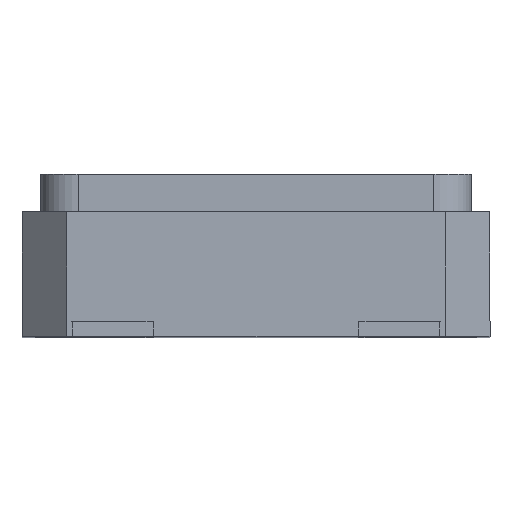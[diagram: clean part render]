
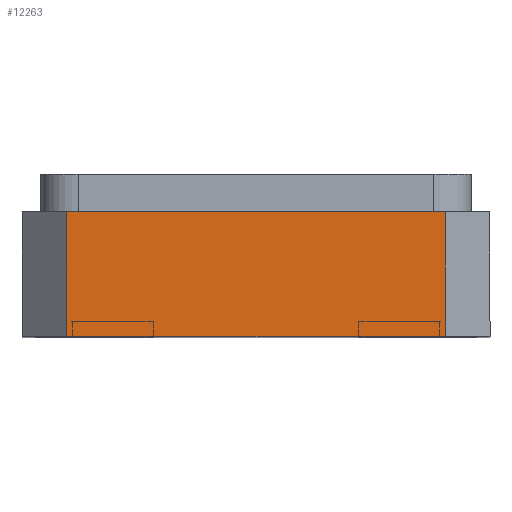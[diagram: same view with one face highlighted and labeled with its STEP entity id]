
A CAD part, top view. The second image highlights one B-rep face of the part: STEP entity #12263.
In plain terms, the highlighted planar face has unit normal (0, 0, 1).
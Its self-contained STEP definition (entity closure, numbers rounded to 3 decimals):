
#211 = DIRECTION ( 'NONE',  ( -1., 0., 0. ) ) ;
#633 = VERTEX_POINT ( 'NONE', #5926 ) ;
#1050 = LINE ( 'NONE', #7021, #1061 ) ;
#1061 = VECTOR ( 'NONE', #5022, 1000. ) ;
#1259 = LINE ( 'NONE', #5159, #2573 ) ;
#1462 = EDGE_CURVE ( 'NONE', #3823, #633, #1050, .T. ) ;
#1648 = VERTEX_POINT ( 'NONE', #11340 ) ;
#1763 = EDGE_LOOP ( 'NONE', ( #5766, #10027, #3716, #5955 ) ) ;
#2123 = FACE_OUTER_BOUND ( 'NONE', #1763, .T. ) ;
#2573 = VECTOR ( 'NONE', #12202, 1000. ) ;
#2967 = PLANE ( 'NONE',  #5934 ) ;
#3209 = DIRECTION ( 'NONE',  ( 0., 1., 0. ) ) ;
#3716 = ORIENTED_EDGE ( 'NONE', *, *, #5160, .F. ) ;
#3823 = VERTEX_POINT ( 'NONE', #4729 ) ;
#4123 = LINE ( 'NONE', #9997, #5509 ) ;
#4729 = CARTESIAN_POINT ( 'NONE',  ( 1.295, 0., 2.5 ) ) ;
#5022 = DIRECTION ( 'NONE',  ( 0., 1., 0. ) ) ;
#5159 = CARTESIAN_POINT ( 'NONE',  ( 1.6, 0.846, 2.5 ) ) ;
#5160 = EDGE_CURVE ( 'NONE', #5744, #1648, #6977, .T. ) ;
#5509 = VECTOR ( 'NONE', #6063, 1000. ) ;
#5744 = VERTEX_POINT ( 'NONE', #8657 ) ;
#5766 = ORIENTED_EDGE ( 'NONE', *, *, #1462, .T. ) ;
#5890 = DIRECTION ( 'NONE',  ( 0., 0., -1. ) ) ;
#5926 = CARTESIAN_POINT ( 'NONE',  ( 1.295, 0.846, 2.5 ) ) ;
#5934 = AXIS2_PLACEMENT_3D ( 'NONE', #6001, #5890, #211 ) ;
#5955 = ORIENTED_EDGE ( 'NONE', *, *, #12282, .T. ) ;
#6001 = CARTESIAN_POINT ( 'NONE',  ( 1.6, 1.1, 2.5 ) ) ;
#6063 = DIRECTION ( 'NONE',  ( 1., 0., 0. ) ) ;
#6977 = LINE ( 'NONE', #7173, #12729 ) ;
#7021 = CARTESIAN_POINT ( 'NONE',  ( 1.295, 1.1, 2.5 ) ) ;
#7173 = CARTESIAN_POINT ( 'NONE',  ( -1.27, 1.1, 2.5 ) ) ;
#7498 = EDGE_CURVE ( 'NONE', #1648, #633, #1259, .T. ) ;
#8657 = CARTESIAN_POINT ( 'NONE',  ( -1.27, 0., 2.5 ) ) ;
#9997 = CARTESIAN_POINT ( 'NONE',  ( -1.575, 0., 2.5 ) ) ;
#10027 = ORIENTED_EDGE ( 'NONE', *, *, #7498, .F. ) ;
#11340 = CARTESIAN_POINT ( 'NONE',  ( -1.27, 0.846, 2.5 ) ) ;
#12202 = DIRECTION ( 'NONE',  ( 1., 0., 0. ) ) ;
#12263 = ADVANCED_FACE ( 'NONE', ( #2123 ), #2967, .F. ) ;
#12282 = EDGE_CURVE ( 'NONE', #5744, #3823, #4123, .T. ) ;
#12729 = VECTOR ( 'NONE', #3209, 1000. ) ;
